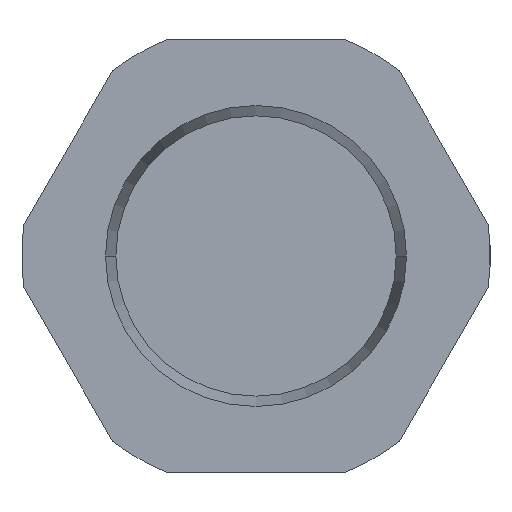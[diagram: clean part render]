
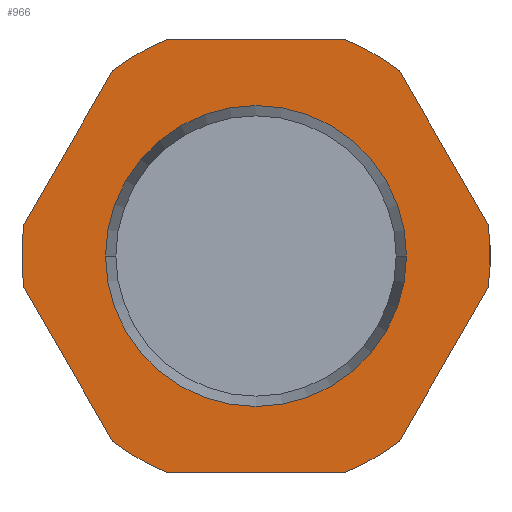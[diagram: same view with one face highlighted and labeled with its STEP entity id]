
A CAD part, front view. The second image highlights one B-rep face of the part: STEP entity #966.
In plain terms, the highlighted planar face has unit normal (0, -1, 0).
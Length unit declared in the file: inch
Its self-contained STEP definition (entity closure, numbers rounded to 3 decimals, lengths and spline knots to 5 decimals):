
#114=DIRECTION('',(0.5,0.,0.866));
#115=VECTOR('',#114,0.35595);
#116=CARTESIAN_POINT('',(-0.46571,0.,0.06337));
#117=LINE('',#116,#115);
#122=CARTESIAN_POINT('',(0.,0.,0.));
#123=DIRECTION('',(0.,1.,0.));
#124=DIRECTION('',(-0.612,0.,0.791));
#125=AXIS2_PLACEMENT_3D('',#122,#123,#124);
#130=DIRECTION('',(1.,0.,0.));
#131=VECTOR('',#130,0.35595);
#132=CARTESIAN_POINT('',(-0.17797,0.,0.435));
#133=LINE('',#132,#131);
#137=CARTESIAN_POINT('',(0.,0.,0.));
#138=DIRECTION('',(0.,1.,0.));
#139=DIRECTION('',(0.379,0.,0.926));
#140=AXIS2_PLACEMENT_3D('',#137,#138,#139);
#145=DIRECTION('',(0.5,0.,-0.866));
#146=VECTOR('',#145,0.35595);
#147=CARTESIAN_POINT('',(0.28773,0.,0.37163));
#148=LINE('',#147,#146);
#152=DIRECTION('',(-0.5,0.,-0.866));
#153=VECTOR('',#152,0.35595);
#154=CARTESIAN_POINT('',(0.46571,0.,-0.06337));
#155=LINE('',#154,#153);
#159=CARTESIAN_POINT('',(0.,0.,0.));
#160=DIRECTION('',(0.,1.,0.));
#161=DIRECTION('',(0.612,0.,-0.791));
#162=AXIS2_PLACEMENT_3D('',#159,#160,#161);
#167=DIRECTION('',(-1.,0.,0.));
#168=VECTOR('',#167,0.35595);
#169=CARTESIAN_POINT('',(0.17797,0.,-0.435));
#170=LINE('',#169,#168);
#174=CARTESIAN_POINT('',(0.,0.,0.));
#175=DIRECTION('',(0.,1.,0.));
#176=DIRECTION('',(-0.379,0.,-0.926));
#177=AXIS2_PLACEMENT_3D('',#174,#175,#176);
#182=DIRECTION('',(-0.5,0.,0.866));
#183=VECTOR('',#182,0.35595);
#184=CARTESIAN_POINT('',(-0.28773,0.,-0.37163));
#185=LINE('',#184,#183);
#189=CARTESIAN_POINT('',(0.,0.,0.));
#190=DIRECTION('',(0.,-1.,0.));
#191=DIRECTION('',(-0.991,0.,0.135));
#192=AXIS2_PLACEMENT_3D('',#189,#190,#191);
#213=CARTESIAN_POINT('',(0.,0.,0.));
#214=DIRECTION('',(0.,-1.,0.));
#215=DIRECTION('',(0.991,0.,-0.135));
#216=AXIS2_PLACEMENT_3D('',#213,#214,#215);
#741=CARTESIAN_POINT('',(0.,0.,0.));
#742=DIRECTION('',(0.,1.,0.));
#743=DIRECTION('',(-1.,0.,0.));
#744=AXIS2_PLACEMENT_3D('',#741,#742,#743);
#771=CARTESIAN_POINT('',(0.,0.,0.));
#772=DIRECTION('',(0.,1.,0.));
#773=DIRECTION('',(1.,0.,0.));
#774=AXIS2_PLACEMENT_3D('',#771,#772,#773);
#817=CARTESIAN_POINT('',(-0.28773,0.,0.37163));
#818=CARTESIAN_POINT('',(-0.17797,0.,0.435));
#819=VERTEX_POINT('',#817);
#820=VERTEX_POINT('',#818);
#821=CARTESIAN_POINT('',(0.17797,0.,0.435));
#822=CARTESIAN_POINT('',(0.28773,0.,0.37163));
#823=VERTEX_POINT('',#821);
#824=VERTEX_POINT('',#822);
#825=CARTESIAN_POINT('',(0.28773,0.,-0.37163));
#826=CARTESIAN_POINT('',(0.17797,0.,-0.435));
#827=VERTEX_POINT('',#825);
#828=VERTEX_POINT('',#826);
#829=CARTESIAN_POINT('',(-0.17797,0.,-0.435));
#830=CARTESIAN_POINT('',(-0.28773,0.,-0.37163));
#831=VERTEX_POINT('',#829);
#832=VERTEX_POINT('',#830);
#849=CARTESIAN_POINT('',(0.46571,0.,0.06337));
#851=VERTEX_POINT('',#849);
#853=CARTESIAN_POINT('',(0.46571,0.,-0.06337));
#855=VERTEX_POINT('',#853);
#857=CARTESIAN_POINT('',(-0.46571,0.,-0.06337));
#859=VERTEX_POINT('',#857);
#861=CARTESIAN_POINT('',(-0.46571,0.,0.06337));
#863=VERTEX_POINT('',#861);
#921=CARTESIAN_POINT('',(0.30187,0.,0.));
#922=CARTESIAN_POINT('',(-0.30187,0.,0.));
#923=VERTEX_POINT('',#921);
#924=VERTEX_POINT('',#922);
#929=CARTESIAN_POINT('',(0.,0.,0.));
#930=DIRECTION('',(0.,1.,0.));
#931=DIRECTION('',(1.,0.,0.));
#932=AXIS2_PLACEMENT_3D('',#929,#930,#931);
#933=PLANE('',#932);
#935=ORIENTED_EDGE('',*,*,#934,.F.);
#937=ORIENTED_EDGE('',*,*,#936,.T.);
#939=ORIENTED_EDGE('',*,*,#938,.T.);
#941=ORIENTED_EDGE('',*,*,#940,.T.);
#943=ORIENTED_EDGE('',*,*,#942,.T.);
#945=ORIENTED_EDGE('',*,*,#944,.T.);
#947=ORIENTED_EDGE('',*,*,#946,.F.);
#949=ORIENTED_EDGE('',*,*,#948,.T.);
#951=ORIENTED_EDGE('',*,*,#950,.T.);
#953=ORIENTED_EDGE('',*,*,#952,.T.);
#955=ORIENTED_EDGE('',*,*,#954,.T.);
#957=ORIENTED_EDGE('',*,*,#956,.T.);
#958=EDGE_LOOP('',(#935,#937,#939,#941,#943,#945,#947,#949,#951,#953,#955,
#957));
#959=FACE_OUTER_BOUND('',#958,.F.);
#961=ORIENTED_EDGE('',*,*,#960,.F.);
#963=ORIENTED_EDGE('',*,*,#962,.F.);
#964=EDGE_LOOP('',(#961,#963));
#965=FACE_BOUND('',#964,.F.);
#966=ADVANCED_FACE('',(#959,#965),#933,.F.);
#126=CIRCLE('',#125,0.47);
#141=CIRCLE('',#140,0.47);
#163=CIRCLE('',#162,0.47);
#178=CIRCLE('',#177,0.47);
#193=CIRCLE('',#192,0.47);
#217=CIRCLE('',#216,0.47);
#745=CIRCLE('',#744,0.30187);
#775=CIRCLE('',#774,0.30187);
#934=EDGE_CURVE('',#863,#859,#193,.T.);
#936=EDGE_CURVE('',#863,#819,#117,.T.);
#938=EDGE_CURVE('',#819,#820,#126,.T.);
#940=EDGE_CURVE('',#820,#823,#133,.T.);
#942=EDGE_CURVE('',#823,#824,#141,.T.);
#944=EDGE_CURVE('',#824,#851,#148,.T.);
#946=EDGE_CURVE('',#855,#851,#217,.T.);
#948=EDGE_CURVE('',#855,#827,#155,.T.);
#950=EDGE_CURVE('',#827,#828,#163,.T.);
#952=EDGE_CURVE('',#828,#831,#170,.T.);
#954=EDGE_CURVE('',#831,#832,#178,.T.);
#956=EDGE_CURVE('',#832,#859,#185,.T.);
#960=EDGE_CURVE('',#924,#923,#745,.T.);
#962=EDGE_CURVE('',#923,#924,#775,.T.);
